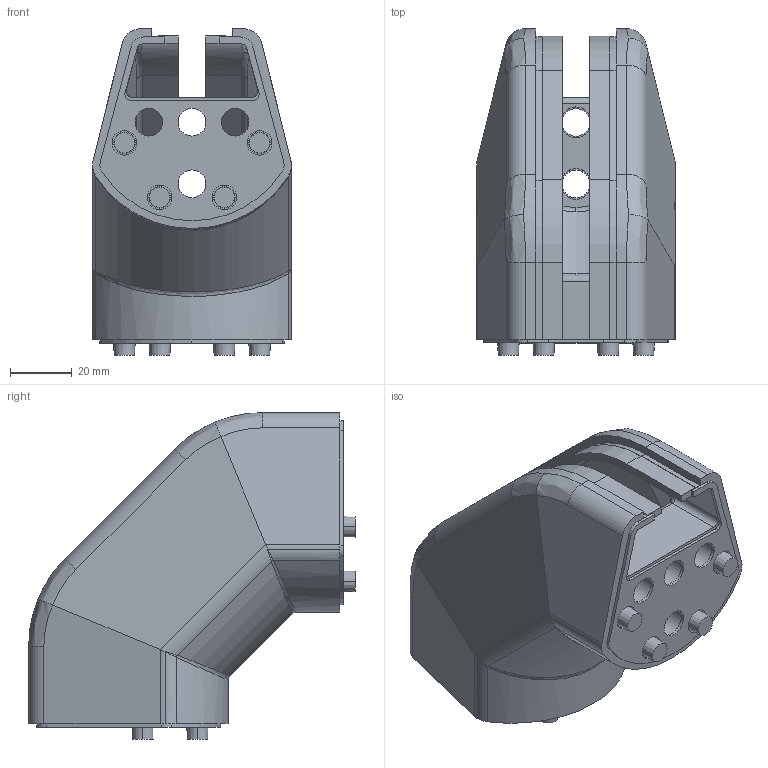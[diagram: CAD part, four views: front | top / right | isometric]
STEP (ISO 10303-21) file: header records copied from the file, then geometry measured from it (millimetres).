
FILE_DESCRIPTION (( 'STEP AP203' ), '1' );
FILE_NAME ('49457100.STEP', '2013-07-25T06:27:47', ( 'fem' ), ( 'Hewlett-Packard Company' ), 'SwSTEP 2.0', 'SolidWorks 2011', '' );
FILE_SCHEMA (( 'CONFIG_CONTROL_DESIGN' ));
Length unit declared in the file: millimetre
Products named in the file (3): 82306; 49457100; 12456
Assembly tree (3 placements, depth 2):
  49457100
    82306  x2
    12456
Bounding box: 64.54 x 106.11 x 106.11 mm (x, y, z)
Volume: 169089.9 mm3; surface area: 60766.2 mm2
Topology: 3 solids, 3 shells, 288 faces, 750 edges, 468 vertices
Faces by surface type: cylinder 130, plane 82, bspline 46, cone 16, torus 8, sphere 6
Entity records: 8886 total; most frequent: CARTESIAN_POINT 2788, ORIENTED_EDGE 1262, DIRECTION 1175, EDGE_CURVE 631, AXIS2_PLACEMENT_3D 449, VERTEX_POINT 394, EDGE_LOOP 289, VECTOR 277
